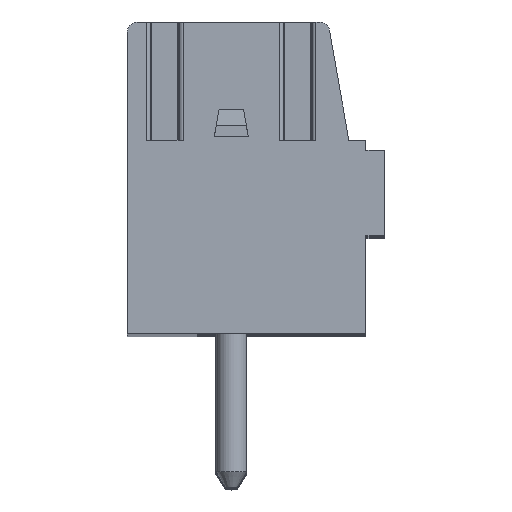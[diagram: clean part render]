
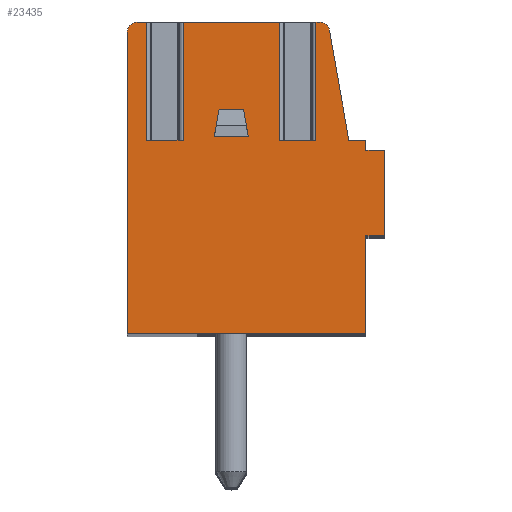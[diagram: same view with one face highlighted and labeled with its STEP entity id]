
A CAD part, top view. The second image highlights one B-rep face of the part: STEP entity #23435.
In plain terms, the highlighted planar face has unit normal (0, 0, 1).
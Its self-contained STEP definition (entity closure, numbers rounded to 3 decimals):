
#3335=DIRECTION('',(-1.,0.,0.));
#3336=VECTOR('',#3335,1.07);
#3337=CARTESIAN_POINT('',(2.035,1.105,1.75));
#3338=LINE('',#3337,#3336);
#3339=DIRECTION('',(0.,1.,0.));
#3340=VECTOR('',#3339,3.47);
#3341=CARTESIAN_POINT('',(2.035,1.105,1.75));
#3342=LINE('',#3341,#3340);
#3343=DIRECTION('',(1.,0.,0.));
#3344=VECTOR('',#3343,0.101);
#3345=CARTESIAN_POINT('',(2.035,4.575,1.75));
#3346=LINE('',#3345,#3344);
#3347=CARTESIAN_POINT('',(2.136,4.275,1.75));
#3348=DIRECTION('',(0.,0.,-1.));
#3349=DIRECTION('',(0.,1.,0.));
#3350=AXIS2_PLACEMENT_3D('',#3347,#3348,#3349);
#3352=DIRECTION('',(0.174,-0.985,0.));
#3353=VECTOR('',#3352,3.272);
#3354=CARTESIAN_POINT('',(2.432,4.327,1.75));
#3355=LINE('',#3354,#3353);
#3356=DIRECTION('',(1.,0.,0.));
#3357=VECTOR('',#3356,0.5);
#3358=CARTESIAN_POINT('',(3.,1.105,1.75));
#3359=LINE('',#3358,#3357);
#3360=DIRECTION('',(0.,-1.,0.));
#3361=VECTOR('',#3360,0.3);
#3362=CARTESIAN_POINT('',(3.5,1.105,1.75));
#3363=LINE('',#3362,#3361);
#3364=DIRECTION('',(0.,-1.,0.));
#3365=VECTOR('',#3364,2.88);
#3366=CARTESIAN_POINT('',(3.5,-1.695,1.75));
#3367=LINE('',#3366,#3365);
#3368=DIRECTION('',(-1.,0.,0.));
#3369=VECTOR('',#3368,7.);
#3370=CARTESIAN_POINT('',(3.5,-4.575,1.75));
#3371=LINE('',#3370,#3369);
#3372=DIRECTION('',(0.,1.,0.));
#3373=VECTOR('',#3372,8.85);
#3374=CARTESIAN_POINT('',(-3.5,-4.575,1.75));
#3375=LINE('',#3374,#3373);
#3376=CARTESIAN_POINT('',(-3.2,4.275,1.75));
#3377=DIRECTION('',(0.,0.,-1.));
#3378=DIRECTION('',(-1.,0.,0.));
#3379=AXIS2_PLACEMENT_3D('',#3376,#3377,#3378);
#3381=DIRECTION('',(1.,0.,0.));
#3382=VECTOR('',#3381,0.265);
#3383=CARTESIAN_POINT('',(-3.2,4.575,1.75));
#3384=LINE('',#3383,#3382);
#3385=DIRECTION('',(0.,1.,0.));
#3386=VECTOR('',#3385,3.47);
#3387=CARTESIAN_POINT('',(-2.935,1.105,1.75));
#3388=LINE('',#3387,#3386);
#3389=DIRECTION('',(-1.,0.,0.));
#3390=VECTOR('',#3389,1.07);
#3391=CARTESIAN_POINT('',(-1.865,1.105,1.75));
#3392=LINE('',#3391,#3390);
#3393=DIRECTION('',(0.,1.,0.));
#3394=VECTOR('',#3393,3.47);
#3395=CARTESIAN_POINT('',(-1.865,1.105,1.75));
#3396=LINE('',#3395,#3394);
#3397=DIRECTION('',(1.,0.,0.));
#3398=VECTOR('',#3397,2.83);
#3399=CARTESIAN_POINT('',(-1.865,4.575,1.75));
#3400=LINE('',#3399,#3398);
#3401=DIRECTION('',(0.,1.,0.));
#3402=VECTOR('',#3401,3.47);
#3403=CARTESIAN_POINT('',(0.965,1.105,1.75));
#3404=LINE('',#3403,#3402);
#3405=DIRECTION('',(-1.,0.,0.));
#3406=VECTOR('',#3405,0.718);
#3407=CARTESIAN_POINT('',(-0.091,2.005,1.75));
#3408=LINE('',#3407,#3406);
#3409=DIRECTION('',(-0.174,-0.985,0.));
#3410=VECTOR('',#3409,0.812);
#3411=CARTESIAN_POINT('',(-0.809,2.005,1.75));
#3412=LINE('',#3411,#3410);
#3413=DIRECTION('',(1.,0.,0.));
#3414=VECTOR('',#3413,1.);
#3415=CARTESIAN_POINT('',(-0.95,1.205,1.75));
#3416=LINE('',#3415,#3414);
#3417=DIRECTION('',(-0.174,0.985,0.));
#3418=VECTOR('',#3417,0.812);
#3419=CARTESIAN_POINT('',(0.05,1.205,1.75));
#3420=LINE('',#3419,#3418);
#3665=DIRECTION('',(-1.,0.,0.));
#3666=VECTOR('',#3665,0.55);
#3667=CARTESIAN_POINT('',(4.05,0.805,1.75));
#3668=LINE('',#3667,#3666);
#4345=DIRECTION('',(0.,1.,0.));
#4346=VECTOR('',#4345,2.5);
#4347=CARTESIAN_POINT('',(4.05,-1.695,1.75));
#4348=LINE('',#4347,#4346);
#4525=DIRECTION('',(1.,0.,0.));
#4526=VECTOR('',#4525,0.55);
#4527=CARTESIAN_POINT('',(3.5,-1.695,1.75));
#4528=LINE('',#4527,#4526);
#14693=CARTESIAN_POINT('',(-3.5,4.275,1.75));
#14694=CARTESIAN_POINT('',(-3.2,4.575,1.75));
#14695=VERTEX_POINT('',#14693);
#14696=VERTEX_POINT('',#14694);
#14697=CARTESIAN_POINT('',(-3.5,-4.575,1.75));
#14698=VERTEX_POINT('',#14697);
#14699=CARTESIAN_POINT('',(3.5,-4.575,1.75));
#14700=VERTEX_POINT('',#14699);
#14701=CARTESIAN_POINT('',(3.5,-1.695,1.75));
#14702=VERTEX_POINT('',#14701);
#14703=CARTESIAN_POINT('',(3.5,1.105,1.75));
#14704=CARTESIAN_POINT('',(3.5,0.805,1.75));
#14705=VERTEX_POINT('',#14703);
#14706=VERTEX_POINT('',#14704);
#14707=CARTESIAN_POINT('',(3.,1.105,1.75));
#14708=VERTEX_POINT('',#14707);
#14709=CARTESIAN_POINT('',(2.432,4.327,1.75));
#14710=VERTEX_POINT('',#14709);
#14711=CARTESIAN_POINT('',(2.136,4.575,1.75));
#14712=VERTEX_POINT('',#14711);
#14850=CARTESIAN_POINT('',(4.05,-1.695,1.75));
#14852=VERTEX_POINT('',#14850);
#14854=CARTESIAN_POINT('',(4.05,0.805,1.75));
#14856=VERTEX_POINT('',#14854);
#15033=CARTESIAN_POINT('',(2.035,1.105,1.75));
#15034=CARTESIAN_POINT('',(0.965,1.105,1.75));
#15035=VERTEX_POINT('',#15033);
#15036=VERTEX_POINT('',#15034);
#15037=CARTESIAN_POINT('',(-1.865,1.105,1.75));
#15038=CARTESIAN_POINT('',(-2.935,1.105,1.75));
#15039=VERTEX_POINT('',#15037);
#15040=VERTEX_POINT('',#15038);
#15041=CARTESIAN_POINT('',(-2.935,4.575,1.75));
#15042=VERTEX_POINT('',#15041);
#15043=CARTESIAN_POINT('',(-1.865,4.575,1.75));
#15044=VERTEX_POINT('',#15043);
#15045=CARTESIAN_POINT('',(2.035,4.575,1.75));
#15046=VERTEX_POINT('',#15045);
#15047=CARTESIAN_POINT('',(0.965,4.575,1.75));
#15048=VERTEX_POINT('',#15047);
#15077=CARTESIAN_POINT('',(-0.95,1.205,1.75));
#15078=CARTESIAN_POINT('',(0.05,1.205,1.75));
#15079=VERTEX_POINT('',#15077);
#15080=VERTEX_POINT('',#15078);
#15082=CARTESIAN_POINT('',(-0.809,2.005,1.75));
#15084=VERTEX_POINT('',#15082);
#15085=CARTESIAN_POINT('',(-0.091,2.005,1.75));
#15086=VERTEX_POINT('',#15085);
#23382=CARTESIAN_POINT('',(0.,0.,1.75));
#23383=DIRECTION('',(0.,0.,1.));
#23384=DIRECTION('',(1.,0.,0.));
#23385=AXIS2_PLACEMENT_3D('',#23382,#23383,#23384);
#23386=PLANE('',#23385);
#23388=ORIENTED_EDGE('',*,*,#23387,.F.);
#23390=ORIENTED_EDGE('',*,*,#23389,.T.);
#23391=ORIENTED_EDGE('',*,*,#19102,.T.);
#23393=ORIENTED_EDGE('',*,*,#23392,.T.);
#23395=ORIENTED_EDGE('',*,*,#23394,.T.);
#23397=ORIENTED_EDGE('',*,*,#23396,.T.);
#23399=ORIENTED_EDGE('',*,*,#23398,.T.);
#23401=ORIENTED_EDGE('',*,*,#23400,.F.);
#23403=ORIENTED_EDGE('',*,*,#23402,.F.);
#23405=ORIENTED_EDGE('',*,*,#23404,.F.);
#23407=ORIENTED_EDGE('',*,*,#23406,.T.);
#23409=ORIENTED_EDGE('',*,*,#23408,.T.);
#23411=ORIENTED_EDGE('',*,*,#23410,.T.);
#23413=ORIENTED_EDGE('',*,*,#23412,.T.);
#23414=ORIENTED_EDGE('',*,*,#19067,.T.);
#23416=ORIENTED_EDGE('',*,*,#23415,.F.);
#23418=ORIENTED_EDGE('',*,*,#23417,.F.);
#23419=ORIENTED_EDGE('',*,*,#23373,.T.);
#23420=ORIENTED_EDGE('',*,*,#19118,.T.);
#23422=ORIENTED_EDGE('',*,*,#23421,.F.);
#23423=EDGE_LOOP('',(#23388,#23390,#23391,#23393,#23395,#23397,#23399,#23401,
#23403,#23405,#23407,#23409,#23411,#23413,#23414,#23416,#23418,#23419,#23420,
#23422));
#23424=FACE_OUTER_BOUND('',#23423,.F.);
#23426=ORIENTED_EDGE('',*,*,#23425,.T.);
#23428=ORIENTED_EDGE('',*,*,#23427,.T.);
#23430=ORIENTED_EDGE('',*,*,#23429,.T.);
#23432=ORIENTED_EDGE('',*,*,#23431,.T.);
#23433=EDGE_LOOP('',(#23426,#23428,#23430,#23432));
#23434=FACE_BOUND('',#23433,.F.);
#3351=CIRCLE('',#3350,0.3);
#3380=CIRCLE('',#3379,0.3);
#19067=EDGE_CURVE('',#14696,#15042,#3384,.T.);
#19102=EDGE_CURVE('',#15046,#14712,#3346,.T.);
#19118=EDGE_CURVE('',#15044,#15048,#3400,.T.);
#23373=EDGE_CURVE('',#15039,#15044,#3396,.T.);
#23387=EDGE_CURVE('',#15035,#15036,#3338,.T.);
#23389=EDGE_CURVE('',#15035,#15046,#3342,.T.);
#23392=EDGE_CURVE('',#14712,#14710,#3351,.T.);
#23394=EDGE_CURVE('',#14710,#14708,#3355,.T.);
#23396=EDGE_CURVE('',#14708,#14705,#3359,.T.);
#23398=EDGE_CURVE('',#14705,#14706,#3363,.T.);
#23400=EDGE_CURVE('',#14856,#14706,#3668,.T.);
#23402=EDGE_CURVE('',#14852,#14856,#4348,.T.);
#23404=EDGE_CURVE('',#14702,#14852,#4528,.T.);
#23406=EDGE_CURVE('',#14702,#14700,#3367,.T.);
#23408=EDGE_CURVE('',#14700,#14698,#3371,.T.);
#23410=EDGE_CURVE('',#14698,#14695,#3375,.T.);
#23412=EDGE_CURVE('',#14695,#14696,#3380,.T.);
#23415=EDGE_CURVE('',#15040,#15042,#3388,.T.);
#23417=EDGE_CURVE('',#15039,#15040,#3392,.T.);
#23421=EDGE_CURVE('',#15036,#15048,#3404,.T.);
#23425=EDGE_CURVE('',#15086,#15084,#3408,.T.);
#23427=EDGE_CURVE('',#15084,#15079,#3412,.T.);
#23429=EDGE_CURVE('',#15079,#15080,#3416,.T.);
#23431=EDGE_CURVE('',#15080,#15086,#3420,.T.);
#23435=ADVANCED_FACE('',(#23424,#23434),#23386,.T.);
